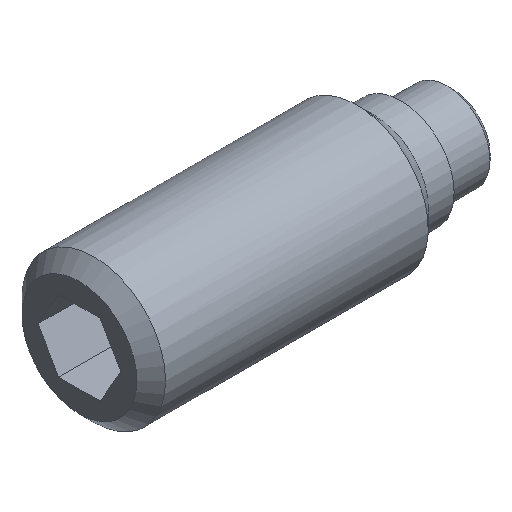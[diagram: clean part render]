
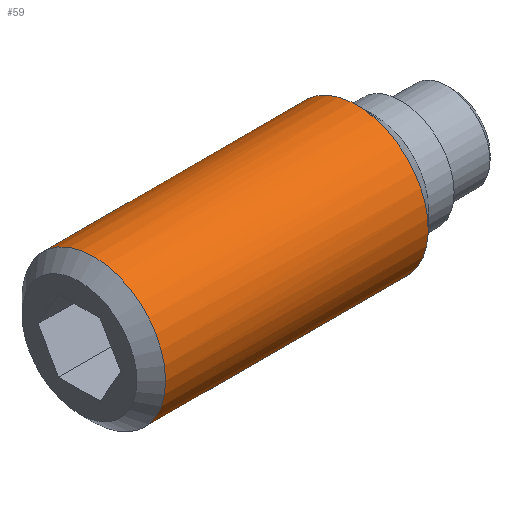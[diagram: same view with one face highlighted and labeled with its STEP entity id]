
A CAD part, isometric view. The second image highlights one B-rep face of the part: STEP entity #59.
In plain terms, the highlighted cylindrical face has radius 2.5 mm (diameter 5 mm), a full revolution.
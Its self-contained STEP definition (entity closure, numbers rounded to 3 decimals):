
#59 = ADVANCED_FACE( '', ( #141, #142 ), #143, .T. );
#141 = FACE_OUTER_BOUND( '', #251, .T. );
#142 = FACE_OUTER_BOUND( '', #252, .T. );
#143 = CYLINDRICAL_SURFACE( '', #253, 2.5 );
#251 = EDGE_LOOP( '', ( #365, #366, #367, #368, #369, #370, #371, #372 ) );
#252 = EDGE_LOOP( '', ( #373 ) );
#253 = AXIS2_PLACEMENT_3D( '', #374, #375, #376 );
#365 = ORIENTED_EDGE( '', *, *, #611, .T. );
#366 = ORIENTED_EDGE( '', *, *, #600, .F. );
#367 = ORIENTED_EDGE( '', *, *, #612, .F. );
#368 = ORIENTED_EDGE( '', *, *, #613, .F. );
#369 = ORIENTED_EDGE( '', *, *, #614, .F. );
#370 = ORIENTED_EDGE( '', *, *, #615, .F. );
#371 = ORIENTED_EDGE( '', *, *, #616, .T. );
#372 = ORIENTED_EDGE( '', *, *, #617, .T. );
#373 = ORIENTED_EDGE( '', *, *, #618, .T. );
#374 = CARTESIAN_POINT( '', ( 11.2, 0., 0. ) );
#375 = DIRECTION( '', ( -1., 0., 0. ) );
#376 = DIRECTION( '', ( 0., 0., -1. ) );
#600 = EDGE_CURVE( '', #695, #696, #697, .T. );
#611 = EDGE_CURVE( '', #715, #696, #716, .F. );
#612 = EDGE_CURVE( '', #717, #695, #718, .F. );
#613 = EDGE_CURVE( '', #719, #717, #720, .F. );
#614 = EDGE_CURVE( '', #721, #719, #722, .F. );
#615 = EDGE_CURVE( '', #723, #721, #724, .T. );
#616 = EDGE_CURVE( '', #723, #725, #726, .F. );
#617 = EDGE_CURVE( '', #725, #715, #727, .F. );
#618 = EDGE_CURVE( '', #728, #728, #729, .T. );
#695 = VERTEX_POINT( '', #834 );
#696 = VERTEX_POINT( '', #835 );
#697 = CIRCLE( '', #836, 2.5 );
#715 = VERTEX_POINT( '', #860 );
#716 = LINE( '', #861, #862 );
#717 = VERTEX_POINT( '', #863 );
#718 = LINE( '', #864, #865 );
#719 = VERTEX_POINT( '', #866 );
#720 = LINE( '', #867, #868 );
#721 = VERTEX_POINT( '', #869 );
#722 = LINE( '', #870, #871 );
#723 = VERTEX_POINT( '', #872 );
#724 = CIRCLE( '', #873, 2.5 );
#725 = VERTEX_POINT( '', #874 );
#726 = LINE( '', #875, #876 );
#727 = LINE( '', #877, #878 );
#728 = VERTEX_POINT( '', #879 );
#729 = CIRCLE( '', #880, 2.5 );
#834 = CARTESIAN_POINT( '', ( 1.5, 2.475, -0.35 ) );
#835 = CARTESIAN_POINT( '', ( 1.5, 2.475, 0.35 ) );
#836 = AXIS2_PLACEMENT_3D( '', #1028, #1029, #1030 );
#860 = CARTESIAN_POINT( '', ( 3.5, 2.475, 0.35 ) );
#861 = CARTESIAN_POINT( '', ( 11.2, 2.475, 0.35 ) );
#862 = VECTOR( '', #1043, 1000. );
#863 = CARTESIAN_POINT( '', ( 3.5, 2.475, -0.35 ) );
#864 = CARTESIAN_POINT( '', ( 11.2, 2.475, -0.35 ) );
#865 = VECTOR( '', #1044, 1000. );
#866 = CARTESIAN_POINT( '', ( 8.5, 2.475, -0.35 ) );
#867 = CARTESIAN_POINT( '', ( 11.2, 2.475, -0.35 ) );
#868 = VECTOR( '', #1045, 1000. );
#869 = CARTESIAN_POINT( '', ( 9.65, 2.475, -0.35 ) );
#870 = CARTESIAN_POINT( '', ( 11.2, 2.475, -0.35 ) );
#871 = VECTOR( '', #1046, 1000. );
#872 = CARTESIAN_POINT( '', ( 9.65, 2.475, 0.35 ) );
#873 = AXIS2_PLACEMENT_3D( '', #1047, #1048, #1049 );
#874 = CARTESIAN_POINT( '', ( 8.5, 2.475, 0.35 ) );
#875 = CARTESIAN_POINT( '', ( 11.2, 2.475, 0.35 ) );
#876 = VECTOR( '', #1050, 1000. );
#877 = CARTESIAN_POINT( '', ( 11.2, 2.475, 0.35 ) );
#878 = VECTOR( '', #1051, 1000. );
#879 = CARTESIAN_POINT( '', ( 0.5, 0., -2.5 ) );
#880 = AXIS2_PLACEMENT_3D( '', #1052, #1053, #1054 );
#1028 = CARTESIAN_POINT( '', ( 1.5, 0., 0. ) );
#1029 = DIRECTION( '', ( 1., 0., 0. ) );
#1030 = DIRECTION( '', ( 0., 0., -1. ) );
#1043 = DIRECTION( '', ( 1., 0., 0. ) );
#1044 = DIRECTION( '', ( 1., 0., 0. ) );
#1045 = DIRECTION( '', ( 1., 0., 0. ) );
#1046 = DIRECTION( '', ( 1., 0., 0. ) );
#1047 = CARTESIAN_POINT( '', ( 9.65, 0., 0. ) );
#1048 = DIRECTION( '', ( 1., 0., 0. ) );
#1049 = DIRECTION( '', ( 0., 0., -1. ) );
#1050 = DIRECTION( '', ( 1., 0., 0. ) );
#1051 = DIRECTION( '', ( 1., 0., 0. ) );
#1052 = CARTESIAN_POINT( '', ( 0.5, 0., 0. ) );
#1053 = DIRECTION( '', ( 1., 0., 0. ) );
#1054 = DIRECTION( '', ( 0., 0., -1. ) );
